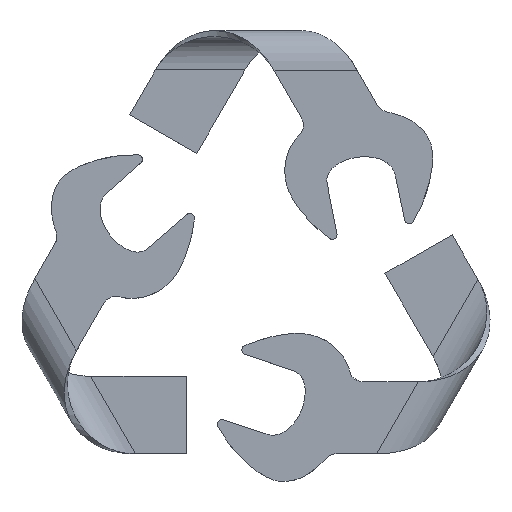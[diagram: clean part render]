
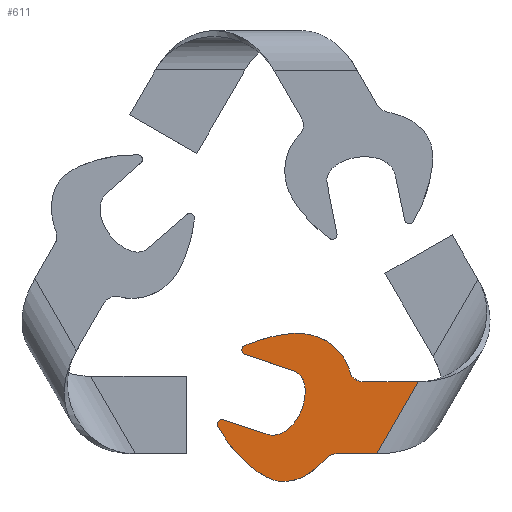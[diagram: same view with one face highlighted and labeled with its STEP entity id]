
A CAD part, top view. The second image highlights one B-rep face of the part: STEP entity #611.
In plain terms, the highlighted planar face has unit normal (0, 0, 1).
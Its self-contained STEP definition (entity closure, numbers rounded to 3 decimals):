
#50 = VERTEX_POINT('',#51);
#51 = CARTESIAN_POINT('',(48.455,-22.564,1.6));
#57 = EDGE_CURVE('',#50,#58,#60,.T.);
#58 = VERTEX_POINT('',#59);
#59 = CARTESIAN_POINT('',(48.46,-26.76,1.6));
#60 = B_SPLINE_CURVE_WITH_KNOTS('',3,(#61,#62,#63,#64),.UNSPECIFIED.,.F.
  ,.F.,(4,4),(0.,1.),.PIECEWISE_BEZIER_KNOTS.);
#61 = CARTESIAN_POINT('',(48.455,-22.564,1.6));
#62 = CARTESIAN_POINT('',(49.284,-24.003,1.6));
#63 = CARTESIAN_POINT('',(49.27,-25.504,1.6));
#64 = CARTESIAN_POINT('',(48.46,-26.76,1.6));
#93 = EDGE_CURVE('',#58,#94,#96,.T.);
#94 = VERTEX_POINT('',#95);
#95 = CARTESIAN_POINT('',(44.806,-43.146,1.6));
#96 = B_SPLINE_CURVE_WITH_KNOTS('',3,(#97,#98,#99,#100),.UNSPECIFIED.,
  .F.,.F.,(4,4),(0.,1.),.PIECEWISE_BEZIER_KNOTS.);
#97 = CARTESIAN_POINT('',(48.46,-26.76,1.6));
#98 = CARTESIAN_POINT('',(43.75,-31.27,1.6));
#99 = CARTESIAN_POINT('',(42.678,-37.626,1.6));
#100 = CARTESIAN_POINT('',(44.806,-43.146,1.6));
#129 = EDGE_CURVE('',#94,#130,#132,.T.);
#130 = VERTEX_POINT('',#131);
#131 = CARTESIAN_POINT('',(56.343,-56.721,1.6));
#132 = B_SPLINE_CURVE_WITH_KNOTS('',3,(#133,#134,#135,#136),
  .UNSPECIFIED.,.F.,.F.,(4,4),(0.,1.),.PIECEWISE_BEZIER_KNOTS.);
#133 = CARTESIAN_POINT('',(44.806,-43.146,1.6));
#134 = CARTESIAN_POINT('',(46.993,-48.824,1.6));
#135 = CARTESIAN_POINT('',(52.829,-53.992,1.6));
#136 = CARTESIAN_POINT('',(56.343,-56.721,1.6));
#165 = EDGE_CURVE('',#130,#166,#168,.T.);
#166 = VERTEX_POINT('',#167);
#167 = CARTESIAN_POINT('',(58.488,-55.403,1.6));
#168 = B_SPLINE_CURVE_WITH_KNOTS('',3,(#169,#170,#171,#172),
  .UNSPECIFIED.,.F.,.F.,(4,4),(0.,1.),.PIECEWISE_BEZIER_KNOTS.);
#169 = CARTESIAN_POINT('',(56.343,-56.721,1.6));
#170 = CARTESIAN_POINT('',(57.325,-57.483,1.6));
#171 = CARTESIAN_POINT('',(58.725,-56.622,1.6));
#172 = CARTESIAN_POINT('',(58.488,-55.403,1.6));
#201 = EDGE_CURVE('',#166,#202,#204,.T.);
#202 = VERTEX_POINT('',#203);
#203 = CARTESIAN_POINT('',(55.691,-41.015,1.6));
#204 = B_SPLINE_CURVE_WITH_KNOTS('',1,(#205,#206),.UNSPECIFIED.,.F.,.F.,
  (2,2),(0.,51.934),.PIECEWISE_BEZIER_KNOTS.);
#205 = CARTESIAN_POINT('',(58.488,-55.403,1.6));
#206 = CARTESIAN_POINT('',(55.691,-41.015,1.6));
#231 = EDGE_CURVE('',#202,#232,#234,.T.);
#232 = VERTEX_POINT('',#233);
#233 = CARTESIAN_POINT('',(64.005,-33.796,1.6));
#234 = B_SPLINE_CURVE_WITH_KNOTS('',3,(#235,#236,#237,#238),
  .UNSPECIFIED.,.F.,.F.,(4,4),(0.,1.),.PIECEWISE_BEZIER_KNOTS.);
#235 = CARTESIAN_POINT('',(55.691,-41.015,1.6));
#236 = CARTESIAN_POINT('',(55.056,-36.926,1.6));
#237 = CARTESIAN_POINT('',(60.175,-34.406,1.6));
#238 = CARTESIAN_POINT('',(64.005,-33.796,1.6));
#267 = EDGE_CURVE('',#232,#268,#270,.T.);
#268 = VERTEX_POINT('',#269);
#269 = CARTESIAN_POINT('',(75.032,-39.164,1.6));
#270 = B_SPLINE_CURVE_WITH_KNOTS('',3,(#271,#272,#273,#274),
  .UNSPECIFIED.,.F.,.F.,(4,4),(0.,1.),.PIECEWISE_BEZIER_KNOTS.);
#271 = CARTESIAN_POINT('',(64.005,-33.796,1.6));
#272 = CARTESIAN_POINT('',(67.835,-33.187,1.6));
#273 = CARTESIAN_POINT('',(74.013,-33.94,1.6));
#274 = CARTESIAN_POINT('',(75.032,-39.164,1.6));
#303 = EDGE_CURVE('',#268,#304,#306,.T.);
#304 = VERTEX_POINT('',#305);
#305 = CARTESIAN_POINT('',(77.577,-51.452,1.6));
#306 = B_SPLINE_CURVE_WITH_KNOTS('',1,(#307,#308),.UNSPECIFIED.,.F.,.F.,
  (2,2),(0.,44.465),.PIECEWISE_BEZIER_KNOTS.);
#307 = CARTESIAN_POINT('',(75.032,-39.164,1.6));
#308 = CARTESIAN_POINT('',(77.577,-51.452,1.6));
#333 = EDGE_CURVE('',#304,#334,#336,.T.);
#334 = VERTEX_POINT('',#335);
#335 = CARTESIAN_POINT('',(80.027,-51.906,1.6));
#336 = B_SPLINE_CURVE_WITH_KNOTS('',3,(#337,#338,#339,#340),
  .UNSPECIFIED.,.F.,.F.,(4,4),(0.,1.),.PIECEWISE_BEZIER_KNOTS.);
#337 = CARTESIAN_POINT('',(77.577,-51.452,1.6));
#338 = CARTESIAN_POINT('',(77.823,-52.632,1.6));
#339 = CARTESIAN_POINT('',(79.369,-52.917,1.6));
#340 = CARTESIAN_POINT('',(80.027,-51.906,1.6));
#369 = EDGE_CURVE('',#334,#370,#372,.T.);
#370 = VERTEX_POINT('',#371);
#371 = CARTESIAN_POINT('',(84.653,-29.094,1.6));
#372 = B_SPLINE_CURVE_WITH_KNOTS('',3,(#373,#374,#375,#376),
  .UNSPECIFIED.,.F.,.F.,(4,4),(0.,1.),.PIECEWISE_BEZIER_KNOTS.);
#373 = CARTESIAN_POINT('',(80.027,-51.906,1.6));
#374 = CARTESIAN_POINT('',(83.628,-46.363,1.6));
#375 = CARTESIAN_POINT('',(87.243,-34.984,1.6));
#376 = CARTESIAN_POINT('',(84.653,-29.094,1.6));
#405 = EDGE_CURVE('',#370,#406,#408,.T.);
#406 = VERTEX_POINT('',#407);
#407 = CARTESIAN_POINT('',(72.432,-21.,1.6));
#408 = B_SPLINE_CURVE_WITH_KNOTS('',3,(#409,#410,#411,#412),
  .UNSPECIFIED.,.F.,.F.,(4,4),(0.,1.),.PIECEWISE_BEZIER_KNOTS.);
#409 = CARTESIAN_POINT('',(84.653,-29.094,1.6));
#410 = CARTESIAN_POINT('',(82.818,-24.912,1.6));
#411 = CARTESIAN_POINT('',(78.452,-22.011,1.6));
#412 = CARTESIAN_POINT('',(72.432,-21.,1.6));
#441 = EDGE_CURVE('',#406,#442,#444,.T.);
#442 = VERTEX_POINT('',#443);
#443 = CARTESIAN_POINT('',(69.954,-19.098,1.6));
#444 = B_SPLINE_CURVE_WITH_KNOTS('',3,(#445,#446,#447,#448),
  .UNSPECIFIED.,.F.,.F.,(4,4),(0.,1.),.PIECEWISE_BEZIER_KNOTS.);
#445 = CARTESIAN_POINT('',(72.432,-21.,1.6));
#446 = CARTESIAN_POINT('',(71.43,-20.636,1.6));
#447 = CARTESIAN_POINT('',(70.539,-20.077,1.6));
#448 = CARTESIAN_POINT('',(69.954,-19.098,1.6));
#479 = VERTEX_POINT('',#480);
#480 = CARTESIAN_POINT('',(64.228,-9.189,1.6));
#486 = EDGE_CURVE('',#479,#442,#487,.T.);
#487 = LINE('',#488,#489);
#488 = CARTESIAN_POINT('',(64.228,-9.189,1.6));
#489 = VECTOR('',#490,1.);
#490 = DIRECTION('',(0.5,-0.866,0.));
#508 = EDGE_CURVE('',#479,#509,#511,.T.);
#509 = VERTEX_POINT('',#510);
#510 = CARTESIAN_POINT('',(40.726,-9.189,1.6));
#511 = LINE('',#512,#513);
#512 = CARTESIAN_POINT('',(64.228,-9.189,1.6));
#513 = VECTOR('',#514,1.);
#514 = DIRECTION('',(-1.,0.,0.));
#541 = VERTEX_POINT('',#542);
#542 = CARTESIAN_POINT('',(46.452,-19.098,1.6));
#548 = EDGE_CURVE('',#541,#509,#549,.T.);
#549 = LINE('',#550,#551);
#550 = CARTESIAN_POINT('',(46.452,-19.098,1.6));
#551 = VECTOR('',#552,1.);
#552 = DIRECTION('',(-0.5,0.866,0.));
#570 = EDGE_CURVE('',#50,#541,#571,.T.);
#571 = LINE('',#572,#573);
#572 = CARTESIAN_POINT('',(48.455,-22.564,1.6));
#573 = VECTOR('',#574,1.);
#574 = DIRECTION('',(-0.5,0.866,0.));
#611 = ADVANCED_FACE('',(#612),#630,.T.);
#612 = FACE_BOUND('',#613,.T.);
#613 = EDGE_LOOP('',(#614,#615,#616,#617,#618,#619,#620,#621,#622,#623,
    #624,#625,#626,#627,#628,#629));
#614 = ORIENTED_EDGE('',*,*,#57,.T.);
#615 = ORIENTED_EDGE('',*,*,#93,.T.);
#616 = ORIENTED_EDGE('',*,*,#129,.T.);
#617 = ORIENTED_EDGE('',*,*,#165,.T.);
#618 = ORIENTED_EDGE('',*,*,#201,.T.);
#619 = ORIENTED_EDGE('',*,*,#231,.T.);
#620 = ORIENTED_EDGE('',*,*,#267,.T.);
#621 = ORIENTED_EDGE('',*,*,#303,.T.);
#622 = ORIENTED_EDGE('',*,*,#333,.T.);
#623 = ORIENTED_EDGE('',*,*,#369,.T.);
#624 = ORIENTED_EDGE('',*,*,#405,.T.);
#625 = ORIENTED_EDGE('',*,*,#441,.T.);
#626 = ORIENTED_EDGE('',*,*,#486,.F.);
#627 = ORIENTED_EDGE('',*,*,#508,.T.);
#628 = ORIENTED_EDGE('',*,*,#548,.F.);
#629 = ORIENTED_EDGE('',*,*,#570,.F.);
#630 = PLANE('',#631);
#631 = AXIS2_PLACEMENT_3D('',#632,#633,#634);
#632 = CARTESIAN_POINT('',(62.114,-32.253,1.6));
#633 = DIRECTION('',(0.,0.,1.));
#634 = DIRECTION('',(1.,0.,0.));
